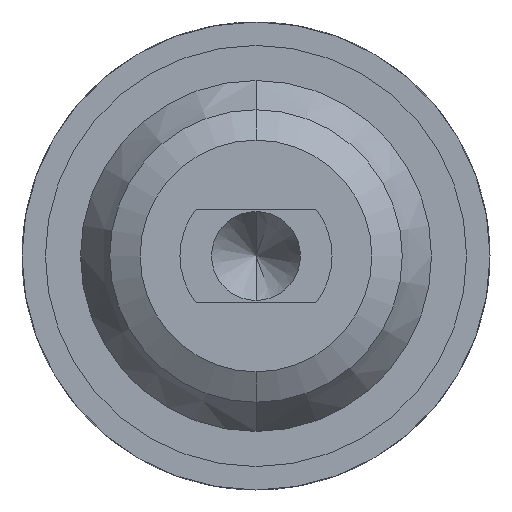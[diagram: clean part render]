
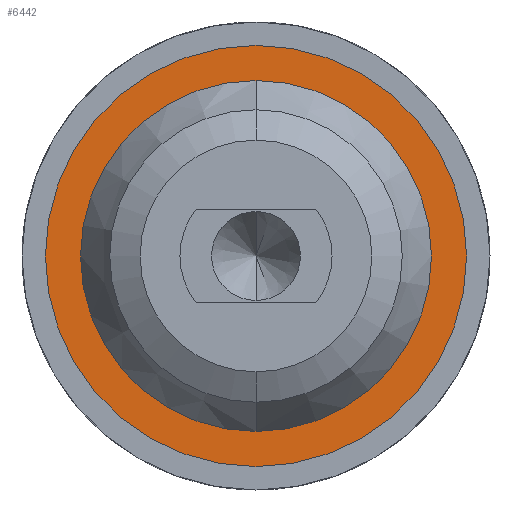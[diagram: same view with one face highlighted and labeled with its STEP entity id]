
A CAD part, front view. The second image highlights one B-rep face of the part: STEP entity #6442.
In plain terms, the highlighted planar face has unit normal (0, -1, 0).
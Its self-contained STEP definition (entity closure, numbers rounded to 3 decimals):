
#20 = CARTESIAN_POINT ( 'NONE',  ( 0., 27.8, -1.5 ) ) ;
#27 = CIRCLE ( 'NONE', #72, 1.5 ) ;
#72 = AXIS2_PLACEMENT_3D ( 'NONE', #287, #6169, #3873 ) ;
#168 = DIRECTION ( 'NONE',  ( 0., -1., 0. ) ) ;
#287 = CARTESIAN_POINT ( 'NONE',  ( 0., 27.8, 0. ) ) ;
#733 = CIRCLE ( 'NONE', #7026, 1.8 ) ;
#888 = EDGE_CURVE ( 'Defeature ausgef�hrt4_5+Defeature ausgef�hrt4_3+Defeature ausgef�hrt4_3+Defeature ausgef�hrt4_3', #5295, #4192, #733, .T. ) ;
#997 = PLANE ( 'NONE',  #4770 ) ;
#1029 = EDGE_LOOP ( 'NONE', ( #5949, #2169 ) ) ;
#1051 = CARTESIAN_POINT ( 'NONE',  ( 0., 27.8, 1.5 ) ) ;
#1248 = AXIS2_PLACEMENT_3D ( 'NONE', #4241, #168, #1906 ) ;
#1795 = FACE_BOUND ( 'NONE', #5888, .T. ) ;
#1824 = VERTEX_POINT ( 'NONE', #20 ) ;
#1906 = DIRECTION ( 'NONE',  ( 0., 0., -1. ) ) ;
#1936 = DIRECTION ( 'NONE',  ( 0., -1., 0. ) ) ;
#2064 = DIRECTION ( 'NONE',  ( 0., 0., -1. ) ) ;
#2169 = ORIENTED_EDGE ( 'NONE', *, *, #888, .T. ) ;
#2437 = CIRCLE ( 'NONE', #1248, 1.8 ) ;
#2694 = DIRECTION ( 'NONE',  ( 0., -1., 0. ) ) ;
#2847 = CARTESIAN_POINT ( 'NONE',  ( 0., 27.8, 0. ) ) ;
#2988 = VERTEX_POINT ( 'NONE', #1051 ) ;
#3086 = EDGE_CURVE ( 'Defeature ausgef�hrt4_6+Defeature ausgef�hrt4_5+Defeature ausgef�hrt4_5+Defeature ausgef�hrt4_5', #2988, #1824, #27, .T. ) ;
#3630 = CARTESIAN_POINT ( 'NONE',  ( 0., 27.8, 0. ) ) ;
#3873 = DIRECTION ( 'NONE',  ( 0., 0., -1. ) ) ;
#4192 = VERTEX_POINT ( 'NONE', #5806 ) ;
#4241 = CARTESIAN_POINT ( 'NONE',  ( 0., 27.8, 0. ) ) ;
#4770 = AXIS2_PLACEMENT_3D ( 'NONE', #5640, #2694, #2064 ) ;
#5151 = CARTESIAN_POINT ( 'NONE',  ( 0., 27.8, 1.8 ) ) ;
#5173 = EDGE_CURVE ( 'Defeature ausgef�hrt4_5+Defeature ausgef�hrt4_3+Defeature ausgef�hrt4_3+Defeature ausgef�hrt4_3', #4192, #5295, #2437, .T. ) ;
#5295 = VERTEX_POINT ( 'NONE', #5151 ) ;
#5541 = AXIS2_PLACEMENT_3D ( 'NONE', #2847, #7528, #5768 ) ;
#5640 = CARTESIAN_POINT ( 'NONE',  ( 1.5, 27.8, 0. ) ) ;
#5691 = ORIENTED_EDGE ( 'NONE', *, *, #3086, .F. ) ;
#5717 = CIRCLE ( 'NONE', #5541, 1.5 ) ;
#5768 = DIRECTION ( 'NONE',  ( 0., 0., -1. ) ) ;
#5806 = CARTESIAN_POINT ( 'NONE',  ( 0., 27.8, -1.8 ) ) ;
#5888 = EDGE_LOOP ( 'NONE', ( #7576, #5691 ) ) ;
#5949 = ORIENTED_EDGE ( 'NONE', *, *, #5173, .T. ) ;
#6169 = DIRECTION ( 'NONE',  ( 0., -1., 0. ) ) ;
#6286 = FACE_OUTER_BOUND ( 'NONE', #1029, .T. ) ;
#6442 = ADVANCED_FACE ( 'Defeature ausgef�hrt4_5', ( #6286, #1795 ), #997, .T. ) ;
#6517 = EDGE_CURVE ( 'Defeature ausgef�hrt4_6+Defeature ausgef�hrt4_5+Defeature ausgef�hrt4_5+Defeature ausgef�hrt4_5', #1824, #2988, #5717, .T. ) ;
#6583 = DIRECTION ( 'NONE',  ( 0., 0., -1. ) ) ;
#7026 = AXIS2_PLACEMENT_3D ( 'NONE', #3630, #1936, #6583 ) ;
#7528 = DIRECTION ( 'NONE',  ( 0., -1., 0. ) ) ;
#7576 = ORIENTED_EDGE ( 'NONE', *, *, #6517, .F. ) ;
